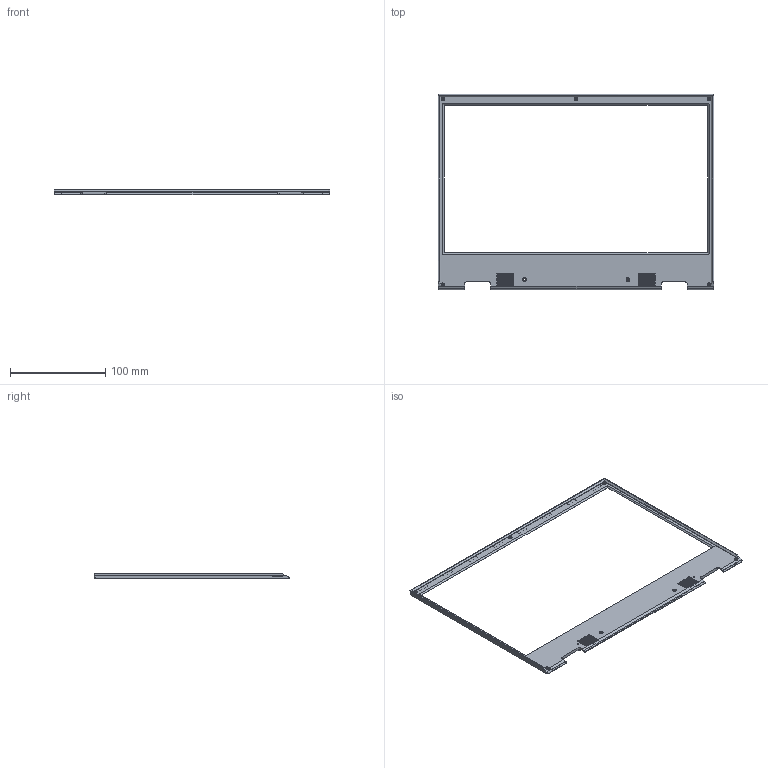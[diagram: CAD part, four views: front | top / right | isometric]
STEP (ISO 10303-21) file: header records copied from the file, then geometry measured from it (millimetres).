
FILE_DESCRIPTION(/* description */ (''),/* implementation_level */ '2;1');
FILE_NAME(/* name */ 'screen_front_25.02.20.step',/* time_stamp */ '2020-02-26T21:16:03+01:00',/* author */ (''),/* organization */ (''),/* preprocessor_version */ 'ST-DEVELOPER v18',/* originating_system */ 'Autodesk Translation Framework v8.12.0.6',/* authorisation */ '');
FILE_SCHEMA (('AUTOMOTIVE_DESIGN { 1 0 10303 214 3 1 1 }'));
Length unit declared in the file: millimetre
Products named in the file (1): screen_front - N125HCr-GN1 v2
Bounding box: 290 x 205.28 x 5.39 mm (x, y, z)
Volume: 31817 mm3; surface area: 40325.9 mm2
Topology: 1 solids, 1 shells, 433 faces, 1242 edges, 823 vertices
Faces by surface type: cylinder 285, plane 139, torus 5, bspline 4
Full cylindrical faces by diameter (mm): 1 x162, 2 x9, 4 x7
Entity records: 15275 total; most frequent: DIRECTION 2678, CARTESIAN_POINT 2677, ORIENTED_EDGE 2478, EDGE_CURVE 1239, AXIS2_PLACEMENT_3D 1021, VERTEX_POINT 823, EDGE_LOOP 788, LINE 636
